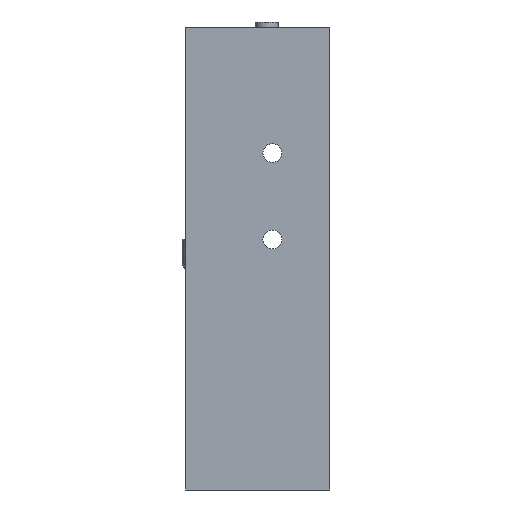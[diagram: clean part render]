
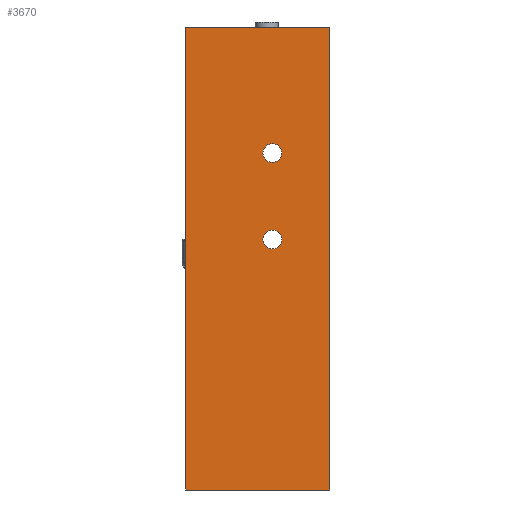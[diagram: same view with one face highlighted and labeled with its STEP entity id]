
A CAD part, front view. The second image highlights one B-rep face of the part: STEP entity #3670.
In plain terms, the highlighted planar face has unit normal (0, -1, 0).
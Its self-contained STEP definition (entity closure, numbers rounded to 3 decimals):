
#62=FACE_BOUND('',#773,.T.);
#63=FACE_BOUND('',#774,.T.);
#193=PLANE('',#4023);
#525=FACE_OUTER_BOUND('',#772,.T.);
#772=EDGE_LOOP('',(#3149,#3150,#3151,#3152));
#773=EDGE_LOOP('',(#3153));
#774=EDGE_LOOP('',(#3154));
#1115=LINE('',#5962,#1455);
#1119=LINE('',#5973,#1459);
#1123=LINE('',#5984,#1463);
#1124=LINE('',#5985,#1464);
#1455=VECTOR('',#4873,10.);
#1459=VECTOR('',#4881,10.);
#1463=VECTOR('',#4891,10.);
#1464=VECTOR('',#4892,10.);
#1651=CIRCLE('',#4024,3.25);
#1652=CIRCLE('',#4025,3.25);
#1911=VERTEX_POINT('',#5960);
#1912=VERTEX_POINT('',#5961);
#1916=VERTEX_POINT('',#5971);
#1917=VERTEX_POINT('',#5972);
#1922=VERTEX_POINT('',#5986);
#1923=VERTEX_POINT('',#5988);
#2348=EDGE_CURVE('',#1911,#1912,#1115,.T.);
#2353=EDGE_CURVE('',#1916,#1917,#1119,.T.);
#2359=EDGE_CURVE('',#1912,#1917,#1123,.T.);
#2360=EDGE_CURVE('',#1911,#1916,#1124,.T.);
#2361=EDGE_CURVE('',#1922,#1922,#1651,.T.);
#2362=EDGE_CURVE('',#1923,#1923,#1652,.T.);
#3149=ORIENTED_EDGE('',*,*,#2348,.T.);
#3150=ORIENTED_EDGE('',*,*,#2359,.T.);
#3151=ORIENTED_EDGE('',*,*,#2353,.F.);
#3152=ORIENTED_EDGE('',*,*,#2360,.F.);
#3153=ORIENTED_EDGE('',*,*,#2361,.T.);
#3154=ORIENTED_EDGE('',*,*,#2362,.T.);
#3670=ADVANCED_FACE('',(#525,#62,#63),#193,.T.);
#4023=AXIS2_PLACEMENT_3D('',#5983,#4889,#4890);
#4024=AXIS2_PLACEMENT_3D('',#5987,#4893,#4894);
#4025=AXIS2_PLACEMENT_3D('',#5989,#4895,#4896);
#4873=DIRECTION('',(1.,0.,0.));
#4881=DIRECTION('',(1.,0.,0.));
#4889=DIRECTION('center_axis',(0.,-1.,0.));
#4890=DIRECTION('ref_axis',(1.,0.,0.));
#4891=DIRECTION('',(0.,0.,1.));
#4892=DIRECTION('',(0.,0.,1.));
#4893=DIRECTION('center_axis',(0.,1.,0.));
#4894=DIRECTION('ref_axis',(1.,0.,0.));
#4895=DIRECTION('center_axis',(0.,1.,0.));
#4896=DIRECTION('ref_axis',(1.,0.,0.));
#5960=CARTESIAN_POINT('',(0.,0.,0.));
#5961=CARTESIAN_POINT('',(50.,0.,0.));
#5962=CARTESIAN_POINT('',(0.,0.,0.));
#5971=CARTESIAN_POINT('',(0.,0.,160.5));
#5972=CARTESIAN_POINT('',(50.,0.,160.5));
#5973=CARTESIAN_POINT('',(0.,0.,160.5));
#5983=CARTESIAN_POINT('Origin',(0.,0.,0.));
#5984=CARTESIAN_POINT('',(50.,0.,0.));
#5985=CARTESIAN_POINT('',(0.,0.,0.));
#5986=CARTESIAN_POINT('',(26.75,0.,117.));
#5987=CARTESIAN_POINT('Origin',(30.,0.,117.));
#5988=CARTESIAN_POINT('',(26.75,0.,87.));
#5989=CARTESIAN_POINT('Origin',(30.,0.,87.));
